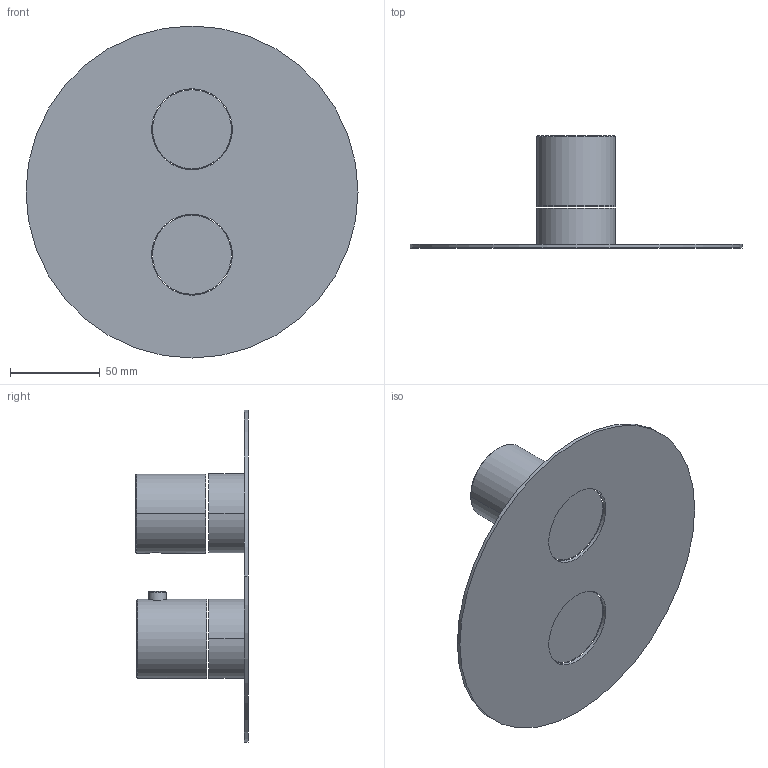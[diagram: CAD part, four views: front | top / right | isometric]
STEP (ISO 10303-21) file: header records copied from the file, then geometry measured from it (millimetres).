
FILE_DESCRIPTION(('CATIA V5 STEP Exchange','CAx-IF Rec.Pracs.--- Model Styling and Organization---1.5--- 2016-08-15','CAx-IF Rec.Pracs.---Supplemental Geometry---1.0---2011-11-01','CAx-IF Rec.Pracs.--- Composite Materials ---3.4---2017-06-13','CAx-IF Rec.Pracs.---Tessellated 3D Geometry---1.0---2015-12-17'),'2;1');
FILE_NAME('X3 00730.stp','2022-09-13T15:30:24+00:00',('none'),('none'),'CATIA Version 5-6 Release 2020 SP2','CATIA V5 STEP AP242 v2','none');
FILE_SCHEMA(('AP242_MANAGED_MODEL_BASED_3D_ENGINEERING_MIM_LF {1 0 10303 442 1 1 4}'));
Length unit declared in the file: millimetre
Products named in the file (7): Product1; PR9C215; P47275; P50533; P47572; P47571; Standard_PART
Assembly tree (7 placements, depth 3):
  Product1
    PR9C215
      P47275
    P50533  x2
    P47572
    P47571
    Standard_PART
Bounding box: 185 x 62.5 x 185 mm (x, y, z)
Volume: 179163.1 mm3; surface area: 85648.1 mm2
Topology: 8 solids, 8 shells, 663 faces, 1710 edges, 1068 vertices
Faces by surface type: plane 233, extrusion 198, cone 120, cylinder 70, bspline 20, torus 16, sphere 6
Entity records: 21759 total; most frequent: CARTESIAN_POINT 7874, ORIENTED_EDGE 3216, DIRECTION 1685, EDGE_CURVE 1608, VERTEX_POINT 1005, B_SPLINE_CURVE_WITH_KNOTS 891, VECTOR 886, LINE 688
